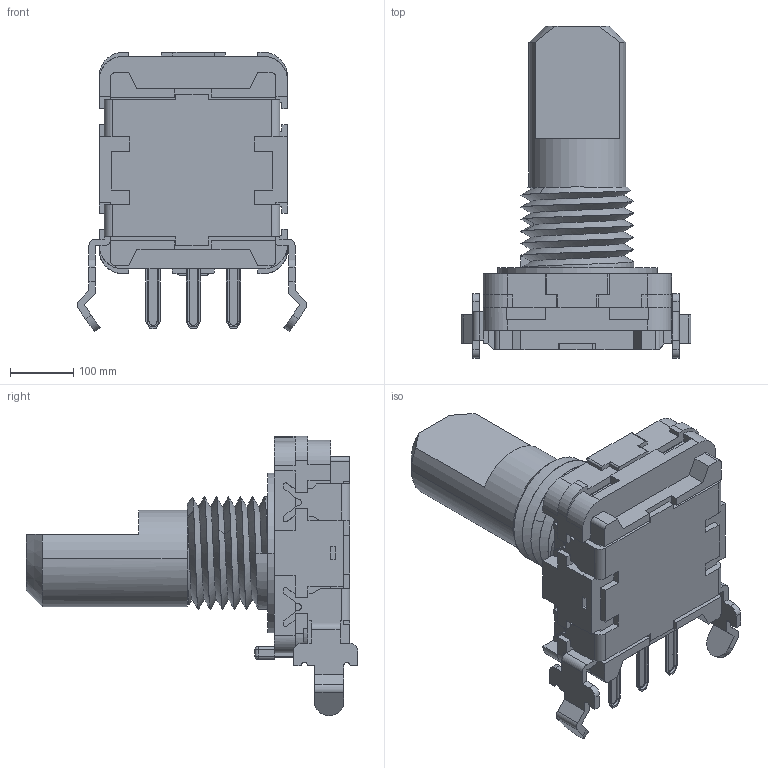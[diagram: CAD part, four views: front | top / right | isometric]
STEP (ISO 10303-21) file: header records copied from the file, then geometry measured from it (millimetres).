
FILE_DESCRIPTION((''),'2;1');
FILE_NAME('11EN5V20M_SW0001','2020-02-12T',('ro0012'),(''),'PRO/ENGINEER BY PARAMETRIC TECHNOLOGY CORPORATION, 2012480','PRO/ENGINEER BY PARAMETRIC TECHNOLOGY CORPORATION, 2012480','');
FILE_SCHEMA(('CONFIG_CONTROL_DESIGN'));
Length unit declared in the file: millimetre
Products named in the file (1): 11EN5V20M_SW0001
Bounding box: 362.12 x 523.24 x 440.63 mm (x, y, z)
Volume: 13631169.1 mm3; surface area: 1012235.1 mm2
Topology: 1 solids, 5 shells, 559 faces, 1572 edges, 1022 vertices
Faces by surface type: plane 399, cylinder 141, torus 6, cone 5, sphere 4, bspline 4
Entity records: 19187 total; most frequent: CARTESIAN_POINT 4513, ORIENTED_EDGE 3144, DIRECTION 2951, EDGE_CURVE 1572, VECTOR 1235, LINE 1235, VERTEX_POINT 1022, AXIS2_PLACEMENT_3D 858
